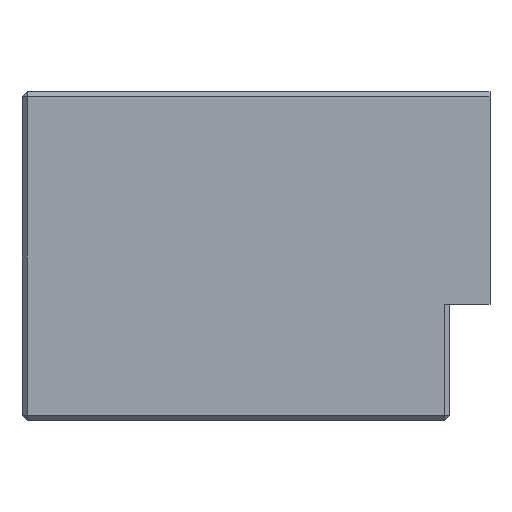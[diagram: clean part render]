
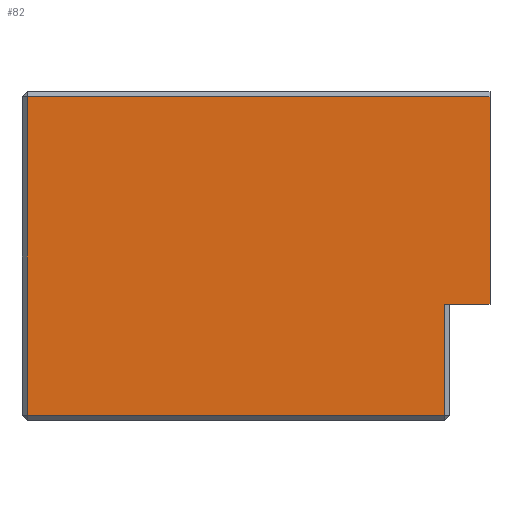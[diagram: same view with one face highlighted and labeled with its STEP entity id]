
A CAD part, left-side view. The second image highlights one B-rep face of the part: STEP entity #82.
In plain terms, the highlighted planar face has unit normal (-1, 0, 0).
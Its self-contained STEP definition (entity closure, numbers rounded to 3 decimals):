
#82 = ADVANCED_FACE( '', ( #159 ), #160, .T. );
#159 = FACE_OUTER_BOUND( '', #329, .T. );
#160 = PLANE( '', #330 );
#329 = EDGE_LOOP( '', ( #545, #546, #547, #548, #549, #550 ) );
#330 = AXIS2_PLACEMENT_3D( '', #551, #552, #553 );
#545 = ORIENTED_EDGE( '', *, *, #906, .T. );
#546 = ORIENTED_EDGE( '', *, *, #885, .F. );
#547 = ORIENTED_EDGE( '', *, *, #874, .F. );
#548 = ORIENTED_EDGE( '', *, *, #905, .T. );
#549 = ORIENTED_EDGE( '', *, *, #907, .T. );
#550 = ORIENTED_EDGE( '', *, *, #908, .T. );
#551 = CARTESIAN_POINT( '', ( -44., -82.5, 0. ) );
#552 = DIRECTION( '', ( -1., 0., 0. ) );
#553 = DIRECTION( '', ( 0., -1., 0. ) );
#874 = EDGE_CURVE( '', #978, #980, #981, .T. );
#885 = EDGE_CURVE( '', #980, #1000, #1001, .T. );
#905 = EDGE_CURVE( '', #978, #1034, #1036, .T. );
#906 = EDGE_CURVE( '', #1037, #1000, #1038, .T. );
#907 = EDGE_CURVE( '', #1034, #1039, #1040, .T. );
#908 = EDGE_CURVE( '', #1039, #1037, #1041, .T. );
#978 = VERTEX_POINT( '', #1154 );
#980 = VERTEX_POINT( '', #1157 );
#981 = LINE( '', #1158, #1159 );
#1000 = VERTEX_POINT( '', #1188 );
#1001 = LINE( '', #1189, #1190 );
#1034 = VERTEX_POINT( '', #1235 );
#1036 = LINE( '', #1238, #1239 );
#1037 = VERTEX_POINT( '', #1240 );
#1038 = LINE( '', #1241, #1242 );
#1039 = VERTEX_POINT( '', #1243 );
#1040 = LINE( '', #1244, #1245 );
#1041 = LINE( '', #1246, #1247 );
#1154 = CARTESIAN_POINT( '', ( -44., -92.5, 64. ) );
#1157 = CARTESIAN_POINT( '', ( -44., -92.5, 23. ) );
#1158 = CARTESIAN_POINT( '', ( -44., -92.5, 65. ) );
#1159 = VECTOR( '', #1390, 1000. );
#1188 = CARTESIAN_POINT( '', ( -44., -83.5, 23. ) );
#1189 = CARTESIAN_POINT( '', ( -44., -92.5, 23. ) );
#1190 = VECTOR( '', #1401, 1000. );
#1235 = CARTESIAN_POINT( '', ( -44., -1., 64. ) );
#1238 = CARTESIAN_POINT( '', ( -44., 0., 64. ) );
#1239 = VECTOR( '', #1433, 1000. );
#1240 = CARTESIAN_POINT( '', ( -44., -83.5, 1. ) );
#1241 = CARTESIAN_POINT( '', ( -44., -83.5, 23. ) );
#1242 = VECTOR( '', #1434, 1000. );
#1243 = CARTESIAN_POINT( '', ( -44., -1., 1. ) );
#1244 = CARTESIAN_POINT( '', ( -44., -1., 0. ) );
#1245 = VECTOR( '', #1435, 1000. );
#1246 = CARTESIAN_POINT( '', ( -44., -84.5, 1. ) );
#1247 = VECTOR( '', #1436, 1000. );
#1390 = DIRECTION( '', ( 0., 0., -1. ) );
#1401 = DIRECTION( '', ( 0., 1., 0. ) );
#1433 = DIRECTION( '', ( 0., 1., 0. ) );
#1434 = DIRECTION( '', ( 0., 0., 1. ) );
#1435 = DIRECTION( '', ( 0., 0., -1. ) );
#1436 = DIRECTION( '', ( 0., -1., 0. ) );
